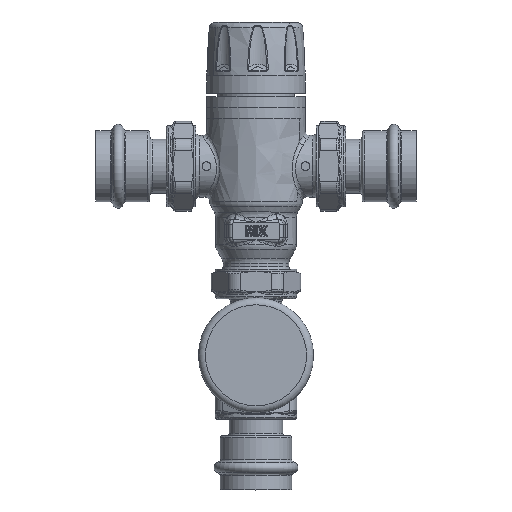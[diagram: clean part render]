
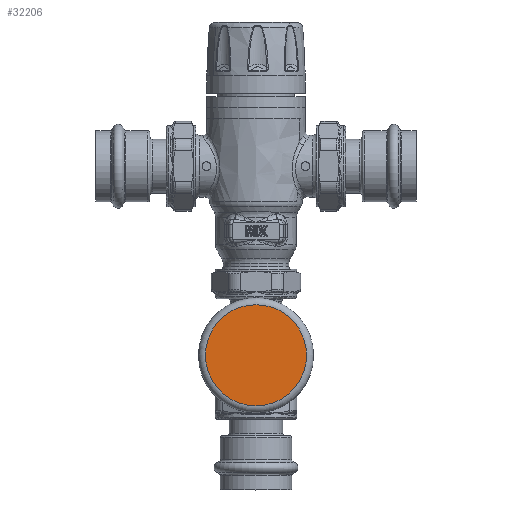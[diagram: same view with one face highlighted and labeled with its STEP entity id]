
A CAD part, top view. The second image highlights one B-rep face of the part: STEP entity #32206.
In plain terms, the highlighted planar face has unit normal (0, 0, 1).
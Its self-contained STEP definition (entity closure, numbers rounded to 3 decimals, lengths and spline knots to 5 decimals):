
#1940=PLANE('',#35361);
#3624=FACE_OUTER_BOUND('',#5701,.T.);
#5701=EDGE_LOOP('',(#26013));
#7536=CIRCLE('',#35355,0.905);
#13599=VERTEX_POINT('',#99732);
#17788=EDGE_CURVE('',#13599,#13599,#7536,.T.);
#26013=ORIENTED_EDGE('',*,*,#17788,.F.);
#32206=ADVANCED_FACE('',(#3624),#1940,.T.);
#35355=AXIS2_PLACEMENT_3D('',#99733,#42538,#42539);
#35361=AXIS2_PLACEMENT_3D('',#99743,#42551,#42552);
#42538=DIRECTION('center_axis',(0.,0.,
-1.));
#42539=DIRECTION('ref_axis',(0.,1.,0.));
#42551=DIRECTION('center_axis',(0.,0.,
1.));
#42552=DIRECTION('ref_axis',(0.,-1.,0.));
#99732=CARTESIAN_POINT('',(0.,-2.48083,1.4924));
#99733=CARTESIAN_POINT('Origin',(0.,-3.38583,
1.4924));
#99743=CARTESIAN_POINT('Origin',(0.,-3.38583,
1.4924));
